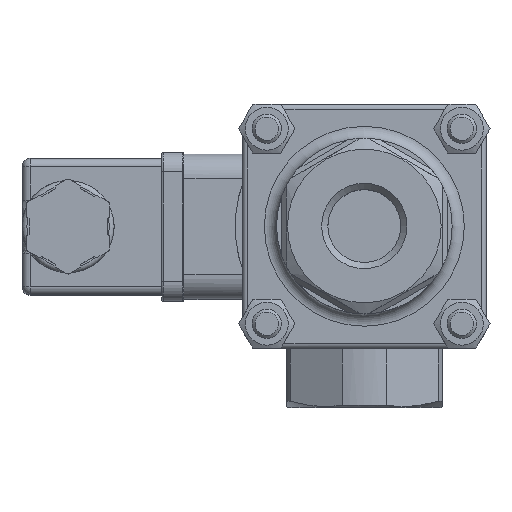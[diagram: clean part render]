
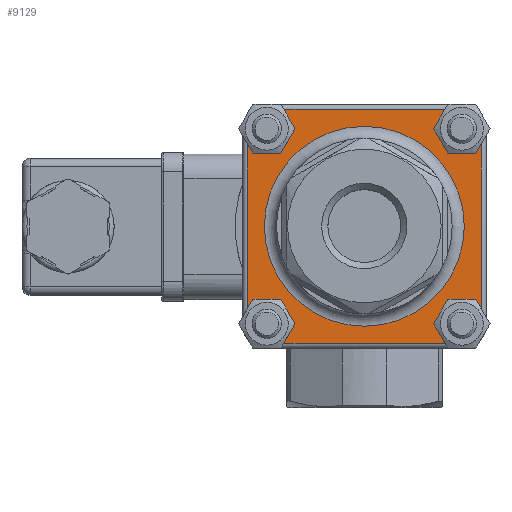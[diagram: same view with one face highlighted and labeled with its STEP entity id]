
A CAD part, top view. The second image highlights one B-rep face of the part: STEP entity #9129.
In plain terms, the highlighted planar face has unit normal (0, 0, 1).
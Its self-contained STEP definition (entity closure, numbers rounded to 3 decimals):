
#216=FACE_BOUND('',#2567,.T.);
#550=LINE('',#13665,#1128);
#579=LINE('',#13877,#1157);
#580=LINE('',#13879,#1158);
#581=LINE('',#13883,#1159);
#1128=VECTOR('',#11084,10.);
#1157=VECTOR('',#11215,10.);
#1158=VECTOR('',#11216,10.);
#1159=VECTOR('',#11219,10.);
#2043=FACE_OUTER_BOUND('',#2566,.T.);
#2566=EDGE_LOOP('',(#6376,#6377,#6378,#6379,#6380,#6381,#6382,#6383,#6384,
#6385));
#2567=EDGE_LOOP('',(#6386));
#3086=CIRCLE('',#9767,4.941);
#3088=CIRCLE('',#9769,4.941);
#3114=CIRCLE('',#9824,4.941);
#3115=CIRCLE('',#9833,4.941);
#3116=CIRCLE('',#9834,4.941);
#3117=CIRCLE('',#9835,4.941);
#3118=CIRCLE('',#9836,20.5);
#3565=VERTEX_POINT('',#13570);
#3566=VERTEX_POINT('',#13571);
#3569=VERTEX_POINT('',#13584);
#3584=VERTEX_POINT('',#13664);
#3628=VERTEX_POINT('',#13819);
#3629=VERTEX_POINT('',#13828);
#3636=VERTEX_POINT('',#13878);
#3637=VERTEX_POINT('',#13880);
#3638=VERTEX_POINT('',#13882);
#3639=VERTEX_POINT('',#13884);
#3640=VERTEX_POINT('',#13887);
#4548=EDGE_CURVE('',#3565,#3566,#3086,.T.);
#4552=EDGE_CURVE('',#3566,#3569,#3088,.T.);
#4576=EDGE_CURVE('',#3565,#3584,#550,.T.);
#4635=EDGE_CURVE('',#3629,#3628,#3114,.T.);
#4650=EDGE_CURVE('',#3629,#3569,#579,.T.);
#4651=EDGE_CURVE('',#3636,#3628,#580,.T.);
#4652=EDGE_CURVE('',#3636,#3637,#3115,.T.);
#4653=EDGE_CURVE('',#3638,#3637,#581,.T.);
#4654=EDGE_CURVE('',#3638,#3639,#3116,.T.);
#4655=EDGE_CURVE('',#3639,#3584,#3117,.T.);
#4656=EDGE_CURVE('',#3640,#3640,#3118,.T.);
#6376=ORIENTED_EDGE('',*,*,#4548,.T.);
#6377=ORIENTED_EDGE('',*,*,#4552,.T.);
#6378=ORIENTED_EDGE('',*,*,#4650,.F.);
#6379=ORIENTED_EDGE('',*,*,#4635,.T.);
#6380=ORIENTED_EDGE('',*,*,#4651,.F.);
#6381=ORIENTED_EDGE('',*,*,#4652,.T.);
#6382=ORIENTED_EDGE('',*,*,#4653,.F.);
#6383=ORIENTED_EDGE('',*,*,#4654,.T.);
#6384=ORIENTED_EDGE('',*,*,#4655,.T.);
#6385=ORIENTED_EDGE('',*,*,#4576,.F.);
#6386=ORIENTED_EDGE('',*,*,#4656,.F.);
#8293=PLANE('',#9832);
#9129=ADVANCED_FACE('',(#2043,#216),#8293,.T.);
#9767=AXIS2_PLACEMENT_3D('',#13572,#11046,#11047);
#9769=AXIS2_PLACEMENT_3D('',#13593,#11050,#11051);
#9824=AXIS2_PLACEMENT_3D('',#13829,#11190,#11191);
#9832=AXIS2_PLACEMENT_3D('',#13876,#11213,#11214);
#9833=AXIS2_PLACEMENT_3D('',#13881,#11217,#11218);
#9834=AXIS2_PLACEMENT_3D('',#13885,#11220,#11221);
#9835=AXIS2_PLACEMENT_3D('',#13886,#11222,#11223);
#9836=AXIS2_PLACEMENT_3D('',#13888,#11224,#11225);
#11046=DIRECTION('center_axis',(0.,0.,-1.));
#11047=DIRECTION('ref_axis',(1.,0.,0.));
#11050=DIRECTION('center_axis',(0.,0.,-1.));
#11051=DIRECTION('ref_axis',(1.,0.,0.));
#11084=DIRECTION('',(0.,-1.,0.));
#11190=DIRECTION('center_axis',(0.,0.,-1.));
#11191=DIRECTION('ref_axis',(1.,0.,0.));
#11213=DIRECTION('center_axis',(0.,0.,1.));
#11214=DIRECTION('ref_axis',(1.,0.,0.));
#11215=DIRECTION('',(1.,0.,0.));
#11216=DIRECTION('',(0.,1.,0.));
#11217=DIRECTION('center_axis',(0.,0.,-1.));
#11218=DIRECTION('ref_axis',(1.,0.,0.));
#11219=DIRECTION('',(-1.,0.,0.));
#11220=DIRECTION('center_axis',(0.,0.,-1.));
#11221=DIRECTION('ref_axis',(1.,0.,0.));
#11222=DIRECTION('center_axis',(0.,0.,-1.));
#11223=DIRECTION('ref_axis',(1.,0.,0.));
#11224=DIRECTION('center_axis',(0.,0.,1.));
#11225=DIRECTION('ref_axis',(-1.,0.,0.));
#13570=CARTESIAN_POINT('',(24.,17.099,8.5));
#13571=CARTESIAN_POINT('',(15.059,20.,8.5));
#13572=CARTESIAN_POINT('Origin',(20.,20.,8.5));
#13584=CARTESIAN_POINT('',(17.099,24.,8.5));
#13593=CARTESIAN_POINT('Origin',(20.,20.,8.5));
#13664=CARTESIAN_POINT('',(24.,-17.099,8.5));
#13665=CARTESIAN_POINT('',(24.,12.5,8.5));
#13819=CARTESIAN_POINT('',(-24.,17.099,8.5));
#13828=CARTESIAN_POINT('',(-17.099,24.,8.5));
#13829=CARTESIAN_POINT('Origin',(-20.,20.,8.5));
#13876=CARTESIAN_POINT('Origin',(0.,0.,8.5));
#13877=CARTESIAN_POINT('',(-12.5,24.,8.5));
#13878=CARTESIAN_POINT('',(-24.,-17.099,8.5));
#13879=CARTESIAN_POINT('',(-24.,-12.5,8.5));
#13880=CARTESIAN_POINT('',(-17.099,-24.,8.5));
#13881=CARTESIAN_POINT('Origin',(-20.,-20.,8.5));
#13882=CARTESIAN_POINT('',(17.099,-24.,8.5));
#13883=CARTESIAN_POINT('',(12.5,-24.,8.5));
#13884=CARTESIAN_POINT('',(15.059,-20.,8.5));
#13885=CARTESIAN_POINT('Origin',(20.,-20.,8.5));
#13886=CARTESIAN_POINT('Origin',(20.,-20.,8.5));
#13887=CARTESIAN_POINT('',(-20.5,0.,8.5));
#13888=CARTESIAN_POINT('Origin',(0.,0.,8.5));
